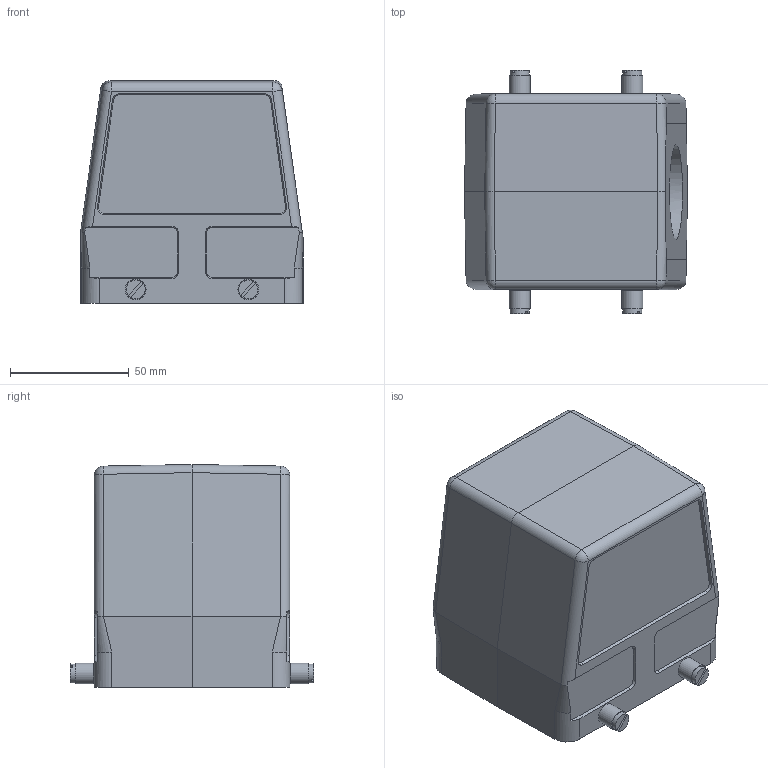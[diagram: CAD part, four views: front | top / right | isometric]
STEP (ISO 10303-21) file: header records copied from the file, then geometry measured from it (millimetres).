
FILE_DESCRIPTION(/* description */ (''),/* implementation_level */ '2;1');
FILE_NAME(/* name */ '100188070ugm000_d.stp',/* time_stamp */ '2020-03-02T08:16:09+01:00',/* author */ (''),/* organization */ (''),/* preprocessor_version */ 'ST-DEVELOPER v16.7',/* originating_system */ 'SIEMENS PLM Software NX 12.0',/* authorisation */ '');
FILE_SCHEMA (('AUTOMOTIVE_DESIGN { 1 0 10303 214 3 1 1 1 }'));
Length unit declared in the file: millimetre
Products named in the file (1): 100188070ugm000_d
Bounding box: 94 x 102.5 x 94 mm (x, y, z)
Volume: 164922 mm3; surface area: 73136.9 mm2
Topology: 1 solids, 1 shells, 340 faces, 906 edges, 607 vertices
Faces by surface type: plane 216, cylinder 64, cone 46, bspline 6, sphere 4, torus 4
Full cylindrical faces by diameter (mm): 3 x8, 5 x4, 5.1 x4, 8 x4, 8.8 x4, 40 x1
Entity records: 11497 total; most frequent: CARTESIAN_POINT 2216, DIRECTION 1659, ORIENTED_EDGE 1644, EDGE_CURVE 822, VERTEX_POINT 581, AXIS2_PLACEMENT_3D 554, LINE 551, VECTOR 551
